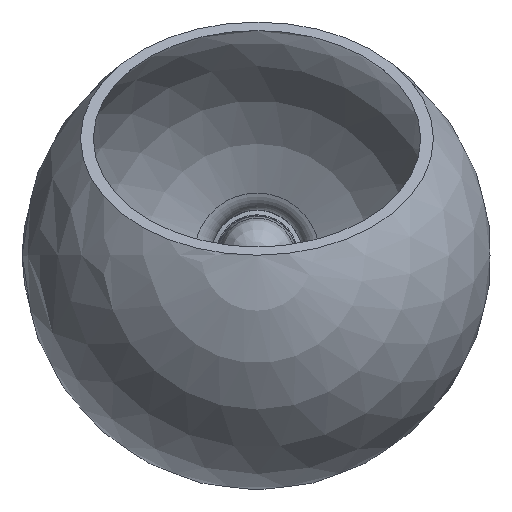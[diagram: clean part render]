
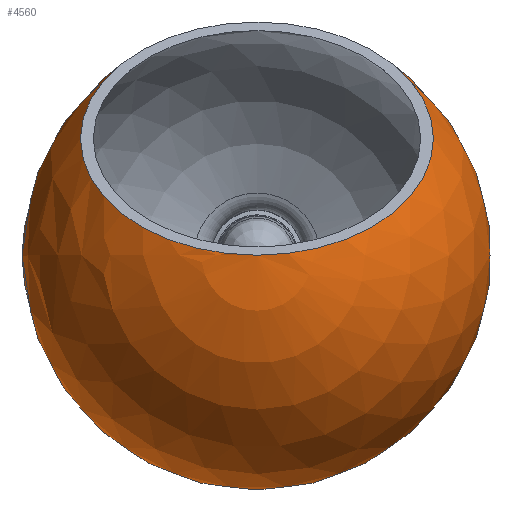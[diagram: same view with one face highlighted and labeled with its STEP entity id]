
A CAD part, top view. The second image highlights one B-rep face of the part: STEP entity #4560.
In plain terms, the highlighted spherical face has radius 100 mm.
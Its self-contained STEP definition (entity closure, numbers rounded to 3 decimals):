
#210=SPHERICAL_SURFACE('',#5238,100.);
#301=CIRCLE('',#5236,75.);
#303=CIRCLE('',#5239,0.025);
#304=CIRCLE('',#5240,100.);
#305=CIRCLE('',#5241,27.83);
#306=CIRCLE('',#5242,27.83);
#692=FACE_OUTER_BOUND('',#956,.T.);
#956=EDGE_LOOP('',(#3144,#3145,#3146,#3147,#3148,#3149));
#2016=VERTEX_POINT('',#7375);
#2017=VERTEX_POINT('',#7376);
#2019=VERTEX_POINT('',#7383);
#2020=VERTEX_POINT('',#7385);
#2469=EDGE_CURVE('',#2017,#2016,#301,.T.);
#2471=EDGE_CURVE('',#2016,#2017,#303,.T.);
#2472=EDGE_CURVE('',#2017,#2019,#304,.T.);
#2473=EDGE_CURVE('',#2020,#2019,#305,.T.);
#2474=EDGE_CURVE('',#2019,#2020,#306,.T.);
#3144=ORIENTED_EDGE('',*,*,#2469,.T.);
#3145=ORIENTED_EDGE('',*,*,#2471,.T.);
#3146=ORIENTED_EDGE('',*,*,#2472,.T.);
#3147=ORIENTED_EDGE('',*,*,#2473,.F.);
#3148=ORIENTED_EDGE('',*,*,#2474,.F.);
#3149=ORIENTED_EDGE('',*,*,#2472,.F.);
#4560=ADVANCED_FACE('',(#692),#210,.T.);
#5236=AXIS2_PLACEMENT_3D('',#7378,#5788,#5789);
#5238=AXIS2_PLACEMENT_3D('',#7381,#5792,#5793);
#5239=AXIS2_PLACEMENT_3D('',#7382,#5794,#5795);
#5240=AXIS2_PLACEMENT_3D('',#7384,#5796,#5797);
#5241=AXIS2_PLACEMENT_3D('',#7386,#5798,#5799);
#5242=AXIS2_PLACEMENT_3D('',#7387,#5800,#5801);
#5788=DIRECTION('center_axis',(0.,-0.75,-0.661));
#5789=DIRECTION('ref_axis',(0.,-0.661,0.75));
#5792=DIRECTION('center_axis',(0.,0.,1.));
#5793=DIRECTION('ref_axis',(1.,0.,0.));
#5794=DIRECTION('center_axis',(0.,0.,-1.));
#5795=DIRECTION('ref_axis',(-1.,0.,0.));
#5796=DIRECTION('center_axis',(0.,-1.,0.));
#5797=DIRECTION('ref_axis',(-1.,0.,0.));
#5798=DIRECTION('center_axis',(0.,0.,-1.));
#5799=DIRECTION('ref_axis',(-1.,0.,0.));
#5800=DIRECTION('center_axis',(0.,0.,-1.));
#5801=DIRECTION('ref_axis',(-1.,0.,0.));
#7375=CARTESIAN_POINT('',(0.025,0.,270.312));
#7376=CARTESIAN_POINT('',(-0.025,0.,270.312));
#7378=CARTESIAN_POINT('Origin',(0.,49.608,214.062));
#7381=CARTESIAN_POINT('Origin',(0.,0.,170.312));
#7382=CARTESIAN_POINT('Origin',(0.,0.,270.312));
#7383=CARTESIAN_POINT('',(-27.83,0.,74.263));
#7384=CARTESIAN_POINT('Origin',(0.,0.,170.312));
#7385=CARTESIAN_POINT('',(27.83,0.,74.263));
#7386=CARTESIAN_POINT('Origin',(0.,0.,74.263));
#7387=CARTESIAN_POINT('Origin',(0.,0.,74.263));
